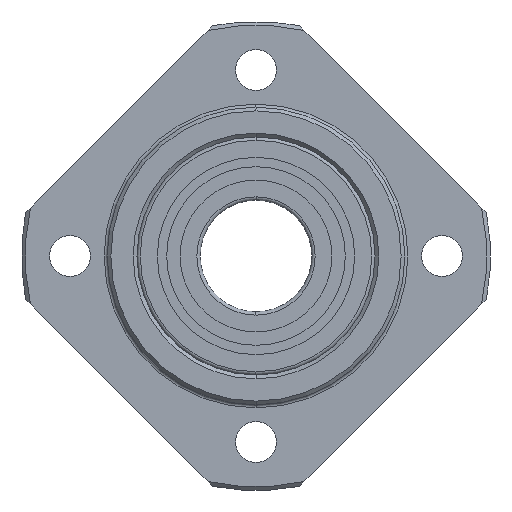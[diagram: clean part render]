
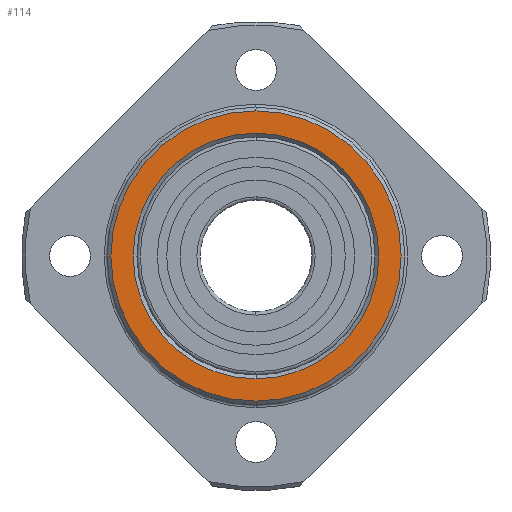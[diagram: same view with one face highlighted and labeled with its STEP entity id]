
A CAD part, left-side view. The second image highlights one B-rep face of the part: STEP entity #114.
In plain terms, the highlighted planar face has unit normal (-1, 0, 0).
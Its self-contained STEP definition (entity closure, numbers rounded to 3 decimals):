
#45 = CARTESIAN_POINT ( 'NONE',  ( -8., 19.5, 0. ) ) ;
#80 = CARTESIAN_POINT ( 'NONE',  ( -8., 0., 0. ) ) ;
#114 = ADVANCED_FACE ( 'NONE', ( #1312, #384 ), #1317, .T. ) ;
#274 = CARTESIAN_POINT ( 'NONE',  ( -8., 0., 19.5 ) ) ;
#356 = CARTESIAN_POINT ( 'NONE',  ( -8., 0., 0. ) ) ;
#384 = FACE_OUTER_BOUND ( 'NONE', #1776, .T. ) ;
#402 = AXIS2_PLACEMENT_3D ( 'NONE', #1284, #2381, #2388 ) ;
#428 = CARTESIAN_POINT ( 'NONE',  ( -8., 0., -16.5 ) ) ;
#450 = VERTEX_POINT ( 'NONE', #548 ) ;
#462 = EDGE_LOOP ( 'NONE', ( #1264, #1141 ) ) ;
#535 = DIRECTION ( 'NONE',  ( 0., 0., -1. ) ) ;
#548 = CARTESIAN_POINT ( 'NONE',  ( -8., 0., -19.5 ) ) ;
#775 = CARTESIAN_POINT ( 'NONE',  ( -8., 0., 16.5 ) ) ;
#789 = VERTEX_POINT ( 'NONE', #775 ) ;
#878 = DIRECTION ( 'NONE',  ( -1., 0., 0. ) ) ;
#902 = DIRECTION ( 'NONE',  ( 0., 0., 1. ) ) ;
#1099 = EDGE_CURVE ( 'NONE', #1717, #450, #1547, .T. ) ;
#1141 = ORIENTED_EDGE ( 'NONE', *, *, #1690, .T. ) ;
#1246 = CIRCLE ( 'NONE', #1288, 16.5 ) ;
#1264 = ORIENTED_EDGE ( 'NONE', *, *, #1958, .T. ) ;
#1284 = CARTESIAN_POINT ( 'NONE',  ( -8., 0., 0. ) ) ;
#1288 = AXIS2_PLACEMENT_3D ( 'NONE', #356, #2296, #535 ) ;
#1312 = FACE_BOUND ( 'NONE', #462, .T. ) ;
#1317 = PLANE ( 'NONE',  #1654 ) ;
#1319 = ORIENTED_EDGE ( 'NONE', *, *, #1099, .F. ) ;
#1379 = EDGE_CURVE ( 'NONE', #450, #1717, #2111, .T. ) ;
#1547 = CIRCLE ( 'NONE', #402, 19.5 ) ;
#1554 = CARTESIAN_POINT ( 'NONE',  ( -8., 0., 0. ) ) ;
#1654 = AXIS2_PLACEMENT_3D ( 'NONE', #45, #878, #902 ) ;
#1690 = EDGE_CURVE ( 'NONE', #789, #2297, #2137, .T. ) ;
#1717 = VERTEX_POINT ( 'NONE', #274 ) ;
#1776 = EDGE_LOOP ( 'NONE', ( #1981, #1319 ) ) ;
#1840 = AXIS2_PLACEMENT_3D ( 'NONE', #80, #2041, #2659 ) ;
#1958 = EDGE_CURVE ( 'NONE', #2297, #789, #1246, .T. ) ;
#1981 = ORIENTED_EDGE ( 'NONE', *, *, #1379, .F. ) ;
#1983 = AXIS2_PLACEMENT_3D ( 'NONE', #1554, #2394, #2000 ) ;
#2000 = DIRECTION ( 'NONE',  ( 0., 0., -1. ) ) ;
#2041 = DIRECTION ( 'NONE',  ( 1., 0., 0. ) ) ;
#2111 = CIRCLE ( 'NONE', #1983, 19.5 ) ;
#2137 = CIRCLE ( 'NONE', #1840, 16.5 ) ;
#2296 = DIRECTION ( 'NONE',  ( 1., 0., 0. ) ) ;
#2297 = VERTEX_POINT ( 'NONE', #428 ) ;
#2381 = DIRECTION ( 'NONE',  ( 1., 0., 0. ) ) ;
#2388 = DIRECTION ( 'NONE',  ( 0., 0., -1. ) ) ;
#2394 = DIRECTION ( 'NONE',  ( 1., 0., 0. ) ) ;
#2659 = DIRECTION ( 'NONE',  ( 0., 0., -1. ) ) ;
